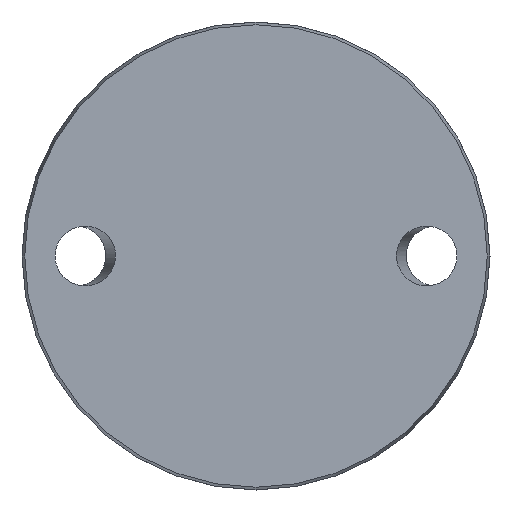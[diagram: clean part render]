
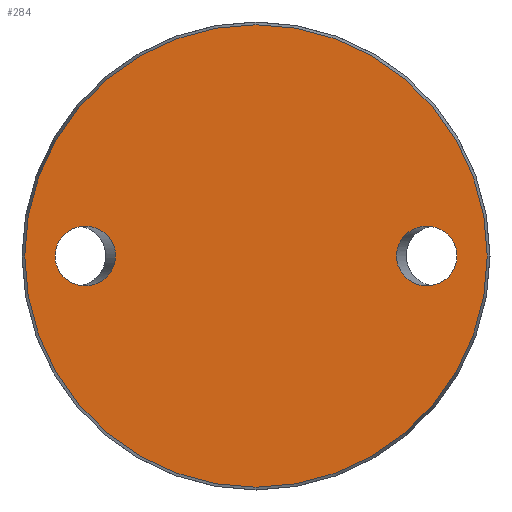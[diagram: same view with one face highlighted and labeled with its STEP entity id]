
A CAD part, front view. The second image highlights one B-rep face of the part: STEP entity #284.
In plain terms, the highlighted planar face has unit normal (0, -1, 0).
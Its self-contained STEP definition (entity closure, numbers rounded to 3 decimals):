
#1 = CARTESIAN_POINT ( 'NONE',  ( 29.413, 0., 0. ) ) ;
#27 = CARTESIAN_POINT ( 'NONE',  ( -29.413, 0., -12.5 ) ) ;
#42 = FACE_BOUND ( 'NONE', #86, .T. ) ;
#77 = CARTESIAN_POINT ( 'NONE',  ( 29.413, 0., -12.5 ) ) ;
#86 = EDGE_LOOP ( 'NONE', ( #967 ) ) ;
#108 = CARTESIAN_POINT ( 'NONE',  ( -42.087, 0., 0. ) ) ;
#113 = CARTESIAN_POINT ( 'NONE',  ( 0., 0., -48.425 ) ) ;
#119 = CARTESIAN_POINT ( 'NONE',  ( -29.413, 0., 12.5 ) ) ;
#123 = EDGE_CURVE ( 'NONE', #131, #131, #840, .T. ) ;
#131 = VERTEX_POINT ( 'NONE', #113 ) ;
#169 = CARTESIAN_POINT ( 'NONE',  ( 29.413, 0., 0. ) ) ;
#198 = CARTESIAN_POINT ( 'NONE',  ( -42.087, 0., 0. ) ) ;
#205 = FACE_OUTER_BOUND ( 'NONE', #533, .T. ) ;
#207 = VERTEX_POINT ( 'NONE', #654 ) ;
#276 = CARTESIAN_POINT ( 'NONE',  ( -42.087, 0., 0. ) ) ;
#284 = ADVANCED_FACE ( 'NONE', ( #42, #359, #205 ), #656, .F. ) ;
#285 = CARTESIAN_POINT ( 'NONE',  ( -42.087, 0., 12.5 ) ) ;
#288 =( BOUNDED_CURVE ( )  B_SPLINE_CURVE ( 3, ( #169, #77, #482, #410, #399, #765, #1 ),
 .UNSPECIFIED., .T., .F. ) 
 B_SPLINE_CURVE_WITH_KNOTS ( ( 4, 3, 4 ),
 ( 0., 3.142, 6.283 ),
 .UNSPECIFIED. ) 
 CURVE ( )  GEOMETRIC_REPRESENTATION_ITEM ( )  RATIONAL_B_SPLINE_CURVE ( ( 1., 0.333, 0.333, 1., 0.333, 0.333, 1. ) ) 
 REPRESENTATION_ITEM ( '' )  );
#310 = EDGE_CURVE ( 'NONE', #357, #357, #460, .T. ) ;
#334 = DIRECTION ( 'NONE',  ( 0., -1., 0. ) ) ;
#352 = AXIS2_PLACEMENT_3D ( 'NONE', #880, #726, #724 ) ;
#357 = VERTEX_POINT ( 'NONE', #276 ) ;
#359 = FACE_BOUND ( 'NONE', #908, .T. ) ;
#399 = CARTESIAN_POINT ( 'NONE',  ( 42.087, 0., 12.5 ) ) ;
#410 = CARTESIAN_POINT ( 'NONE',  ( 42.087, 0., 0. ) ) ;
#460 =( BOUNDED_CURVE ( )  B_SPLINE_CURVE ( 3, ( #198, #285, #119, #816, #27, #806, #108 ),
 .UNSPECIFIED., .T., .T. ) 
 B_SPLINE_CURVE_WITH_KNOTS ( ( 4, 3, 4 ),
 ( 0., 3.142, 6.283 ),
 .UNSPECIFIED. ) 
 CURVE ( )  GEOMETRIC_REPRESENTATION_ITEM ( )  RATIONAL_B_SPLINE_CURVE ( ( 1., 0.333, 0.333, 1., 0.333, 0.333, 1. ) ) 
 REPRESENTATION_ITEM ( '' )  );
#482 = CARTESIAN_POINT ( 'NONE',  ( 42.087, 0., -12.5 ) ) ;
#533 = EDGE_LOOP ( 'NONE', ( #538 ) ) ;
#538 = ORIENTED_EDGE ( 'NONE', *, *, #123, .T. ) ;
#609 = AXIS2_PLACEMENT_3D ( 'NONE', #696, #334, #624 ) ;
#624 = DIRECTION ( 'NONE',  ( 0., 0., -1. ) ) ;
#654 = CARTESIAN_POINT ( 'NONE',  ( 29.413, 0., 0. ) ) ;
#656 = PLANE ( 'NONE',  #352 ) ;
#696 = CARTESIAN_POINT ( 'NONE',  ( 0., 0., 0. ) ) ;
#724 = DIRECTION ( 'NONE',  ( 0., 0., 1. ) ) ;
#726 = DIRECTION ( 'NONE',  ( 0., 1., 0. ) ) ;
#765 = CARTESIAN_POINT ( 'NONE',  ( 29.413, 0., 12.5 ) ) ;
#806 = CARTESIAN_POINT ( 'NONE',  ( -42.087, 0., -12.5 ) ) ;
#816 = CARTESIAN_POINT ( 'NONE',  ( -29.413, 0., 0. ) ) ;
#840 = CIRCLE ( 'NONE', #609, 48.425 ) ;
#880 = CARTESIAN_POINT ( 'NONE',  ( -48.425, 0., 0. ) ) ;
#908 = EDGE_LOOP ( 'NONE', ( #940 ) ) ;
#940 = ORIENTED_EDGE ( 'NONE', *, *, #968, .F. ) ;
#967 = ORIENTED_EDGE ( 'NONE', *, *, #310, .T. ) ;
#968 = EDGE_CURVE ( 'NONE', #207, #207, #288, .T. ) ;
